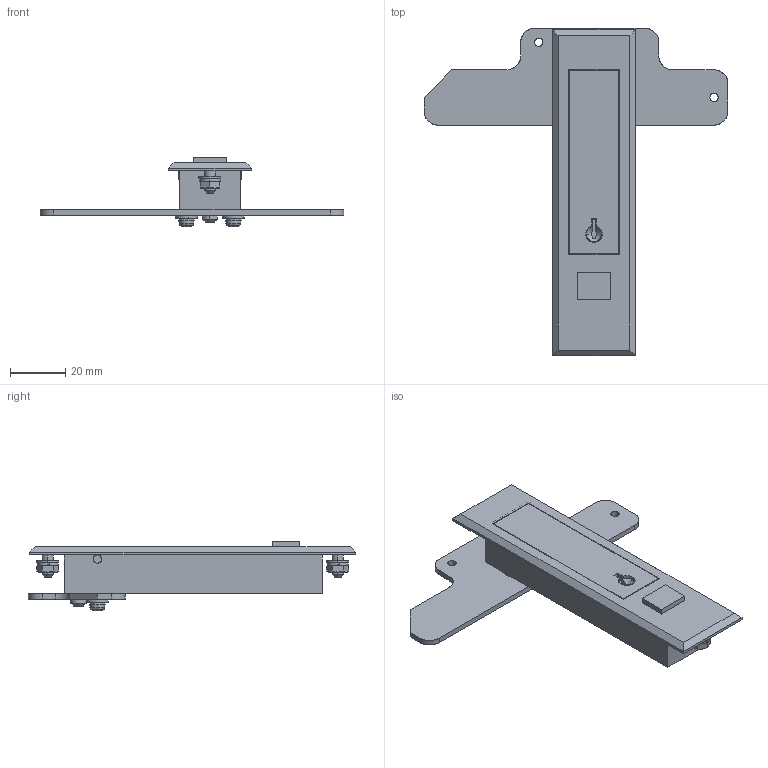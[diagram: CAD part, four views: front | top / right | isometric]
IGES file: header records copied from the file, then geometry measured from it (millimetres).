
Start section: SolidWorks IGES file using analytic representation for surfaces
Global section: file name: A-1900-2.IGS,15; native system: HSolidWorks 2018; preprocessor: SolidWorks 2018; author: 1337yo; date: 201005.143210; units: millimetre
Bounding box: 110 x 118.5 x 25.25 mm (x, y, z)
Surface area: 27918 mm2 (no closed solid volume)
Topology: 0 solids, 0 shells, 333 faces, 4429 edges, 4425 vertices
Faces by surface type: bspline 168, revolution 165
